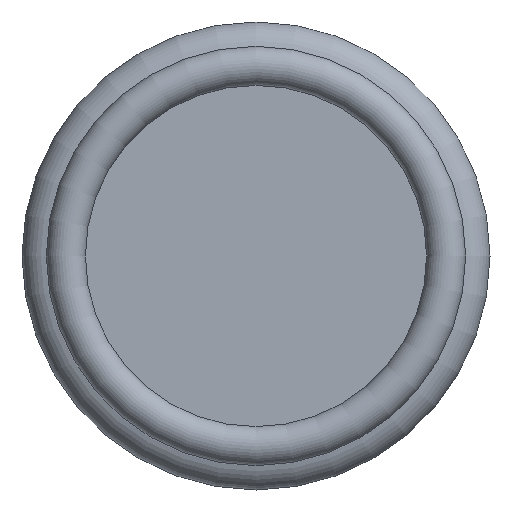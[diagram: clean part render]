
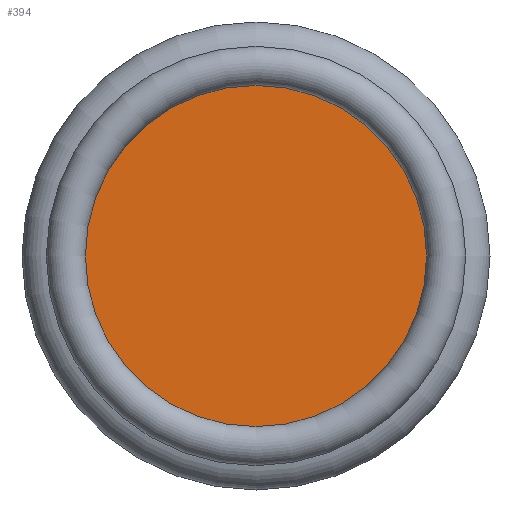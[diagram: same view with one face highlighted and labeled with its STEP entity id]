
A CAD part, front view. The second image highlights one B-rep face of the part: STEP entity #394.
In plain terms, the highlighted planar face has unit normal (0, -1, 0).
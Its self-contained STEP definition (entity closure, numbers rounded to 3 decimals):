
#48=ORIENTED_EDGE('',*,*,#84,.T.);
#84=EDGE_CURVE('',#105,#105,#126,.T.);
#105=VERTEX_POINT('',#571);
#126=CIRCLE('',#430,8.75);
#153=EDGE_LOOP('',(#48));
#195=FACE_BOUND('',#153,.T.);
#225=PLANE('',#429);
#394=ADVANCED_FACE('',(#195),#225,.F.);
#429=AXIS2_PLACEMENT_3D('',#569,#489,#490);
#430=AXIS2_PLACEMENT_3D('',#570,#491,#492);
#489=DIRECTION('',(0.,1.,0.));
#490=DIRECTION('',(0.,0.,1.));
#491=DIRECTION('',(0.,-1.,0.));
#492=DIRECTION('',(0.,0.,-1.));
#569=CARTESIAN_POINT('',(0.,1.,-8.75));
#570=CARTESIAN_POINT('',(0.,1.,0.));
#571=CARTESIAN_POINT('',(0.,1.,-8.75));
